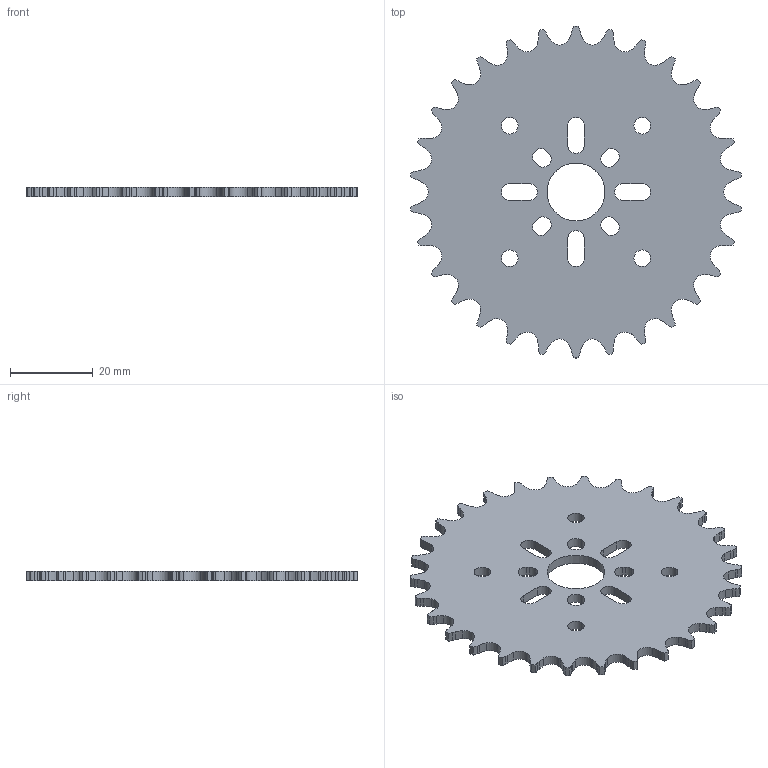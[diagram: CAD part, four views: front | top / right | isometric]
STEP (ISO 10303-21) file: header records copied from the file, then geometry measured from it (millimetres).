
FILE_DESCRIPTION (( 'STEP AP203' ), '1' );
FILE_NAME ('3311-0014-0030.STEP', '2018-04-26T02:00:11', ( '' ), ( '' ), 'SwSTEP 2.0', 'SolidWorks 2016', '' );
FILE_SCHEMA (( 'CONFIG_CONTROL_DESIGN' ));
Length unit declared in the file: millimetre
Products named in the file (1): 3311-0014-0030
Bounding box: 79.86 x 80.2 x 2.36 mm (x, y, z)
Volume: 9435 mm3; surface area: 9468.4 mm2
Topology: 1 solids, 1 shells, 308 faces, 918 edges, 612 vertices
Faces by surface type: cylinder 230, plane 78
Entity records: 10711 total; most frequent: DIRECTION 1996, CARTESIAN_POINT 1839, ORIENTED_EDGE 1836, EDGE_CURVE 918, AXIS2_PLACEMENT_3D 769, VERTEX_POINT 612, CIRCLE 460, LINE 458
